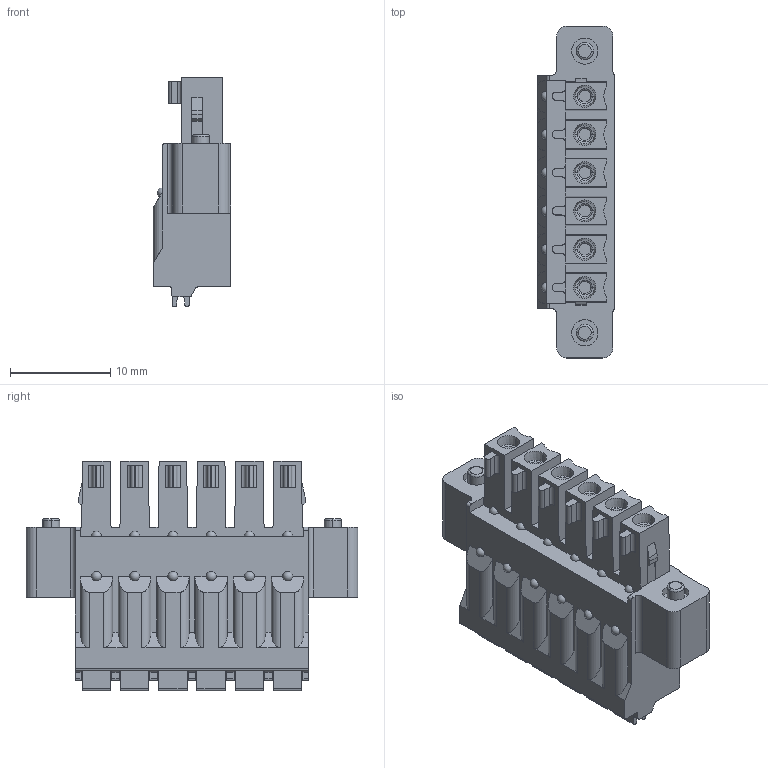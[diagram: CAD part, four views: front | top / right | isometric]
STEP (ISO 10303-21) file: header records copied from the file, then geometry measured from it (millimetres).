
FILE_DESCRIPTION((''),'2;1');
FILE_NAME('TLPSW-107-03P-K','2023-06-21T',('sheji'),(''),'PRO/ENGINEER BY PARAMETRIC TECHNOLOGY CORPORATION, 2015240','PRO/ENGINEER BY PARAMETRIC TECHNOLOGY CORPORATION, 2015240','');
FILE_SCHEMA(('CONFIG_CONTROL_DESIGN'));
Length unit declared in the file: millimetre
Products named in the file (1): TLPSW-107-03P-K
Bounding box: 7.75 x 33.05 x 22.9 mm (x, y, z)
Volume: 3121.4 mm3; surface area: 2745.4 mm2
Topology: 1 solids, 1 shells, 477 faces, 1312 edges, 864 vertices
Faces by surface type: plane 239, cylinder 170, cone 36, torus 20, sphere 12
Entity records: 15573 total; most frequent: CARTESIAN_POINT 3068, DIRECTION 2688, ORIENTED_EDGE 2600, EDGE_CURVE 1300, AXIS2_PLACEMENT_3D 967, VERTEX_POINT 864, VECTOR 754, LINE 754
